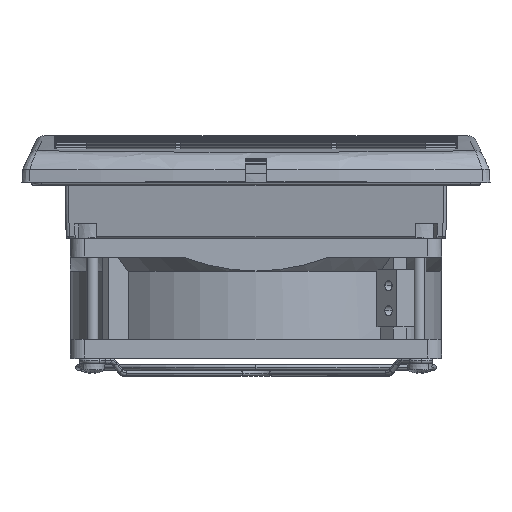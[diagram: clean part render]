
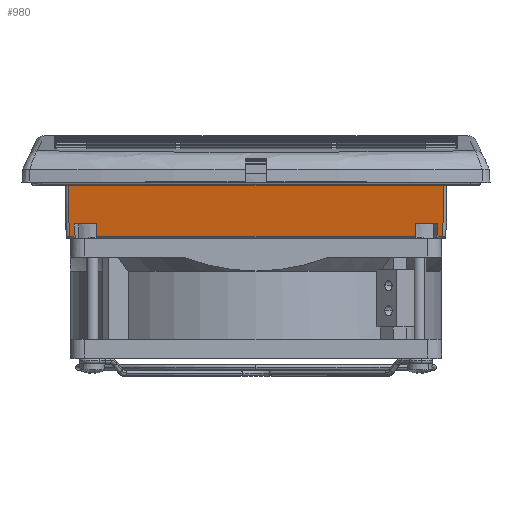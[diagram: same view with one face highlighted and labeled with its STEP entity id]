
A CAD part, top view. The second image highlights one B-rep face of the part: STEP entity #980.
In plain terms, the highlighted planar face has unit normal (0, -0.156, 0.988).
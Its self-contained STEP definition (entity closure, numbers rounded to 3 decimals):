
#980=ADVANCED_FACE('',(#3259),#3260,.T.);
#3259=FACE_OUTER_BOUND('',#7598,.T.);
#3260=PLANE('',#7599);
#7598=EDGE_LOOP('',(#16604,#16605,#16606,#16607,#16608,#16609,#16610,#16611,#16612,#16613,#16614,#16615));
#7599=AXIS2_PLACEMENT_3D('',#16616,#16617,#16618);
#16604=ORIENTED_EDGE('',*,*,#23957,.T.);
#16605=ORIENTED_EDGE('',*,*,#23958,.F.);
#16606=ORIENTED_EDGE('',*,*,#23959,.T.);
#16607=ORIENTED_EDGE('',*,*,#23960,.F.);
#16608=ORIENTED_EDGE('',*,*,#23961,.T.);
#16609=ORIENTED_EDGE('',*,*,#23949,.T.);
#16610=ORIENTED_EDGE('',*,*,#23962,.F.);
#16611=ORIENTED_EDGE('',*,*,#23963,.F.);
#16612=ORIENTED_EDGE('',*,*,#23964,.T.);
#16613=ORIENTED_EDGE('',*,*,#23952,.T.);
#16614=ORIENTED_EDGE('',*,*,#23907,.F.);
#16615=ORIENTED_EDGE('',*,*,#23905,.F.);
#16616=CARTESIAN_POINT('',(-64.945,58.6,63.2));
#16617=DIRECTION('',(0.0,-0.156,0.988));
#16618=DIRECTION('',(-1.0,0.0,0.0));
#23905=EDGE_CURVE('',#29878,#29880,#29881,.T.);
#23907=EDGE_CURVE('',#29880,#29883,#29884,.T.);
#23949=EDGE_CURVE('',#29948,#29953,#29955,.T.);
#23952=EDGE_CURVE('',#29959,#29883,#29960,.T.);
#23957=EDGE_CURVE('',#29878,#29967,#29968,.T.);
#23958=EDGE_CURVE('',#29969,#29967,#29970,.T.);
#23959=EDGE_CURVE('',#29969,#29971,#29972,.T.);
#23960=EDGE_CURVE('',#29973,#29971,#29974,.T.);
#23961=EDGE_CURVE('',#29973,#29948,#29975,.T.);
#23962=EDGE_CURVE('',#29976,#29953,#29977,.T.);
#23963=EDGE_CURVE('',#29978,#29976,#29979,.T.);
#23964=EDGE_CURVE('',#29978,#29959,#29980,.T.);
#29878=VERTEX_POINT('',#41997);
#29880=VERTEX_POINT('',#41999);
#29881=LINE('',#42000,#42001);
#29883=VERTEX_POINT('',#42007);
#29884=LINE('',#42008,#42009);
#29948=VERTEX_POINT('',#42129);
#29953=VERTEX_POINT('',#42135);
#29955=LINE('',#42138,#42139);
#29959=VERTEX_POINT('',#42144);
#29960=LINE('',#42145,#42146);
#29967=VERTEX_POINT('',#42155);
#29968=LINE('',#42156,#42157);
#29969=VERTEX_POINT('',#42158);
#29970=LINE('',#42159,#42160);
#29971=VERTEX_POINT('',#42161);
#29972=LINE('',#42162,#42163);
#29973=VERTEX_POINT('',#42164);
#29974=LINE('',#42165,#42166);
#29975=LINE('',#42167,#42168);
#29976=VERTEX_POINT('',#42169);
#29977=LINE('',#42170,#42171);
#29978=VERTEX_POINT('',#42172);
#29979=LINE('',#42173,#42174);
#29980=LINE('',#42175,#42176);
#41997=CARTESIAN_POINT('',(59.86,38.99,60.094));
#41999=CARTESIAN_POINT('',(57.985,38.99,60.094));
#42000=CARTESIAN_POINT('',(59.86,38.99,60.094));
#42001=VECTOR('',#48924,1.875);
#42007=CARTESIAN_POINT('',(58.259,43.0,60.729));
#42008=CARTESIAN_POINT('',(57.985,38.99,60.094));
#42009=VECTOR('',#48925,4.069);
#42129=CARTESIAN_POINT('',(-58.259,43.0,60.729));
#42135=CARTESIAN_POINT('',(-51.049,43.0,60.729));
#42138=CARTESIAN_POINT('',(-58.259,43.0,60.729));
#42139=VECTOR('',#48978,7.21);
#42144=CARTESIAN_POINT('',(51.049,43.0,60.729));
#42145=CARTESIAN_POINT('',(51.049,43.0,60.729));
#42146=VECTOR('',#48983,7.21);
#42155=CARTESIAN_POINT('',(60.164,56.4,62.852));
#42156=CARTESIAN_POINT('',(59.86,38.99,60.094));
#42157=VECTOR('',#48992,17.629);
#42158=CARTESIAN_POINT('',(-60.164,56.4,62.852));
#42159=CARTESIAN_POINT('',(-60.164,56.4,62.852));
#42160=VECTOR('',#48993,120.328);
#42161=CARTESIAN_POINT('',(-59.86,38.99,60.094));
#42162=CARTESIAN_POINT('',(-60.164,56.4,62.852));
#42163=VECTOR('',#48994,17.629);
#42164=CARTESIAN_POINT('',(-57.985,38.99,60.094));
#42165=CARTESIAN_POINT('',(-57.985,38.99,60.094));
#42166=VECTOR('',#48995,1.875);
#42167=CARTESIAN_POINT('',(-57.985,38.99,60.094));
#42168=VECTOR('',#48996,4.069);
#42169=CARTESIAN_POINT('',(-51.019,38.984,60.093));
#42170=CARTESIAN_POINT('',(-51.019,38.984,60.093));
#42171=VECTOR('',#48997,4.066);
#42172=CARTESIAN_POINT('',(51.019,38.984,60.093));
#42173=CARTESIAN_POINT('',(51.019,38.984,60.093));
#42174=VECTOR('',#48998,102.038);
#42175=CARTESIAN_POINT('',(51.019,38.984,60.093));
#42176=VECTOR('',#48999,4.066);
#48924=DIRECTION('',(-1.,0.,0.));
#48925=DIRECTION('',(0.067,0.985,0.156));
#48978=DIRECTION('',(1.0,0.0,0.0));
#48983=DIRECTION('',(1.0,0.0,0.0));
#48992=DIRECTION('',(0.017,0.988,0.156));
#48993=DIRECTION('',(1.0,0.0,0.0));
#48994=DIRECTION('',(0.017,-0.988,-0.156));
#48995=DIRECTION('',(-1.,0.,0.));
#48996=DIRECTION('',(-0.067,0.985,0.156));
#48997=DIRECTION('',(-0.007,0.988,0.156));
#48998=DIRECTION('',(-1.0,0.,0.));
#48999=DIRECTION('',(0.007,0.988,0.156));
